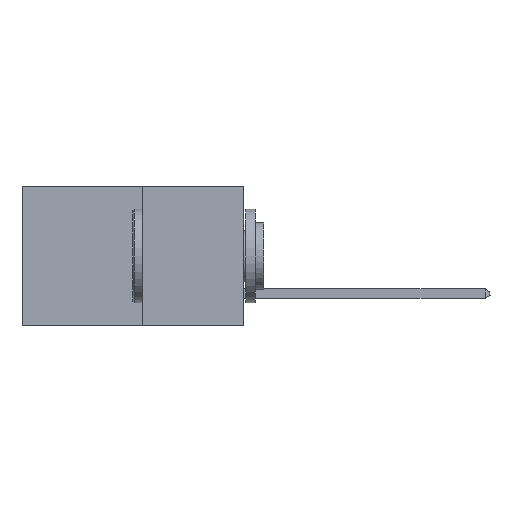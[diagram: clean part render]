
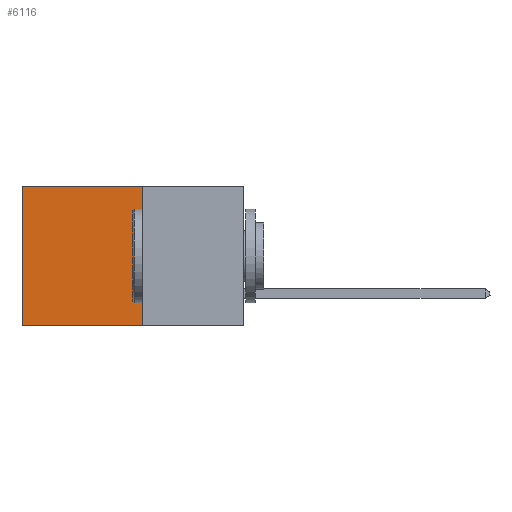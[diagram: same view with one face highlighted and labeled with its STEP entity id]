
A CAD part, left-side view. The second image highlights one B-rep face of the part: STEP entity #6116.
In plain terms, the highlighted planar face has unit normal (-1, 0, 0).
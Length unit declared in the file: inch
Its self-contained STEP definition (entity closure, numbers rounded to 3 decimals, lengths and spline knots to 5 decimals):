
#141 = VERTEX_POINT ( 'NONE', #2904 ) ;
#187 = AXIS2_PLACEMENT_3D ( 'NONE', #9696, #9691, #9684 ) ;
#383 = LINE ( 'NONE', #12943, #8929 ) ;
#959 = VERTEX_POINT ( 'NONE', #6340 ) ;
#1515 = DIRECTION ( 'NONE',  ( 0., 1., 0. ) ) ;
#1656 = EDGE_CURVE ( 'NONE', #959, #141, #11502, .T. ) ;
#1823 = CARTESIAN_POINT ( 'NONE',  ( 0.277, 0.27, 0. ) ) ;
#2385 = DIRECTION ( 'NONE',  ( 0., 1., 0. ) ) ;
#2394 = EDGE_CURVE ( 'NONE', #13949, #141, #12003, .T. ) ;
#2630 = CARTESIAN_POINT ( 'NONE',  ( 0.277, 0.59, 0. ) ) ;
#2889 = DIRECTION ( 'NONE',  ( 0., 0., -1. ) ) ;
#2904 = CARTESIAN_POINT ( 'NONE',  ( 0.277, 0.59, -0.37 ) ) ;
#2980 = VECTOR ( 'NONE', #13772, 39.37008 ) ;
#4705 = ORIENTED_EDGE ( 'NONE', *, *, #2394, .T. ) ;
#4777 = ORIENTED_EDGE ( 'NONE', *, *, #1656, .F. ) ;
#5448 = ORIENTED_EDGE ( 'NONE', *, *, #9103, .F. ) ;
#5459 = VERTEX_POINT ( 'NONE', #1823 ) ;
#5500 = VECTOR ( 'NONE', #2385, 39.37008 ) ;
#6116 = ADVANCED_FACE ( 'NONE', ( #8011 ), #9868, .F. ) ;
#6253 = CARTESIAN_POINT ( 'NONE',  ( 0.277, 0.59, -0.37 ) ) ;
#6340 = CARTESIAN_POINT ( 'NONE',  ( 0.277, 0.27, -0.37 ) ) ;
#6345 = LINE ( 'NONE', #7298, #9033 ) ;
#7298 = CARTESIAN_POINT ( 'NONE',  ( 0.277, 0.27, 0. ) ) ;
#8011 = FACE_OUTER_BOUND ( 'NONE', #11477, .T. ) ;
#8184 = ORIENTED_EDGE ( 'NONE', *, *, #10971, .T. ) ;
#8929 = VECTOR ( 'NONE', #2889, 39.37008 ) ;
#9033 = VECTOR ( 'NONE', #1515, 39.37008 ) ;
#9103 = EDGE_CURVE ( 'NONE', #5459, #959, #383, .T. ) ;
#9684 = DIRECTION ( 'NONE',  ( 0., 0., -1. ) ) ;
#9691 = DIRECTION ( 'NONE',  ( 1., 0., 0. ) ) ;
#9696 = CARTESIAN_POINT ( 'NONE',  ( 0.277, 0.27, -0.37 ) ) ;
#9868 = PLANE ( 'NONE',  #187 ) ;
#10971 = EDGE_CURVE ( 'NONE', #5459, #13949, #6345, .T. ) ;
#11477 = EDGE_LOOP ( 'NONE', ( #4705, #4777, #5448, #8184 ) ) ;
#11502 = LINE ( 'NONE', #14115, #5500 ) ;
#12003 = LINE ( 'NONE', #6253, #2980 ) ;
#12943 = CARTESIAN_POINT ( 'NONE',  ( 0.277, 0.27, -0.37 ) ) ;
#13772 = DIRECTION ( 'NONE',  ( 0., 0., -1. ) ) ;
#13949 = VERTEX_POINT ( 'NONE', #2630 ) ;
#14115 = CARTESIAN_POINT ( 'NONE',  ( 0.277, 0.27, -0.37 ) ) ;
